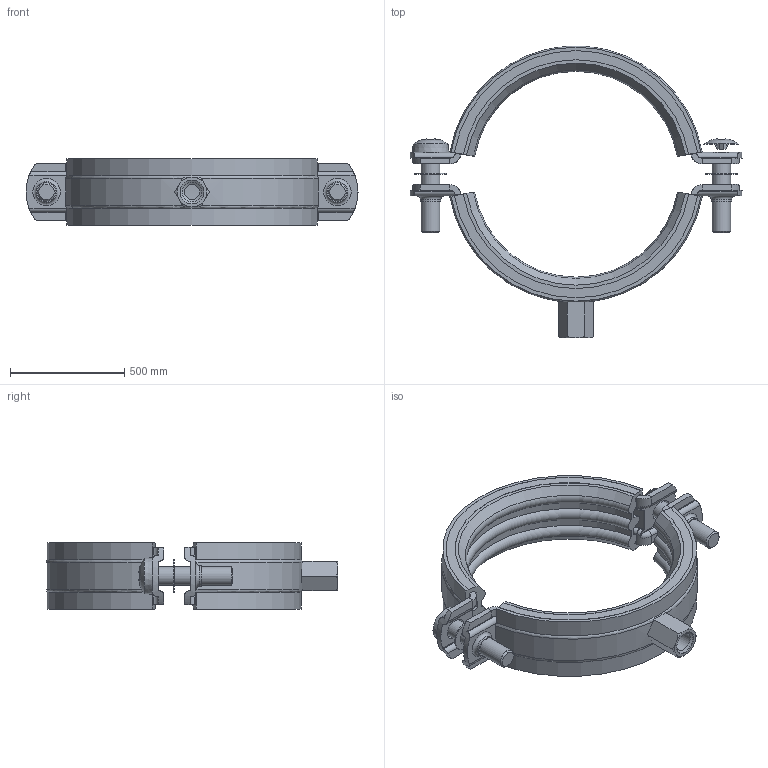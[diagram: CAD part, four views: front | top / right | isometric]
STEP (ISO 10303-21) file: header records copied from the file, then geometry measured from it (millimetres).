
FILE_DESCRIPTION(/* description */ (''),/* implementation_level */ '2;1');
FILE_NAME(/* name */ '4.974.080C_3D.stp',/* time_stamp */ '2025-10-15T11:24:43+02:00',/* author */ ('N.Hausmann'),/* organization */ (''),/* preprocessor_version */ 'ST-DEVELOPER v20',/* originating_system */ 'AutoCAD Mechanical',/* authorisation */ '');
FILE_SCHEMA (('AUTOMOTIVE_DESIGN { 1 0 10303 214 3 1 1 }'));
Length unit declared in the file: millimetre
Products named in the file (3): Product; *S0; SRS Eg M8(M10 3'' vz_151372
Assembly tree (2 placements, depth 2):
  Product
    *S0
    SRS Eg M8(M10 3'' vz_151372
Bounding box: 1450.8 x 1274.67 x 292 mm (x, y, z)
Volume: 80697041.2 mm3; surface area: 5060215.7 mm2
Topology: 2 solids, 2 shells, 357 faces, 954 edges, 610 vertices
Faces by surface type: plane 161, cylinder 96, cone 50, torus 48, sphere 2
Full cylindrical faces by diameter (mm): 66.47 x1, 73.75 x2, 80 x6, 82 x1, 83.76 x1, 90 x2, 104 x1, 140 x2
Entity records: 12364 total; most frequent: CARTESIAN_POINT 3240, DIRECTION 1982, ORIENTED_EDGE 1916, EDGE_CURVE 958, AXIS2_PLACEMENT_3D 783, VERTEX_POINT 610, LINE 416, VECTOR 416
